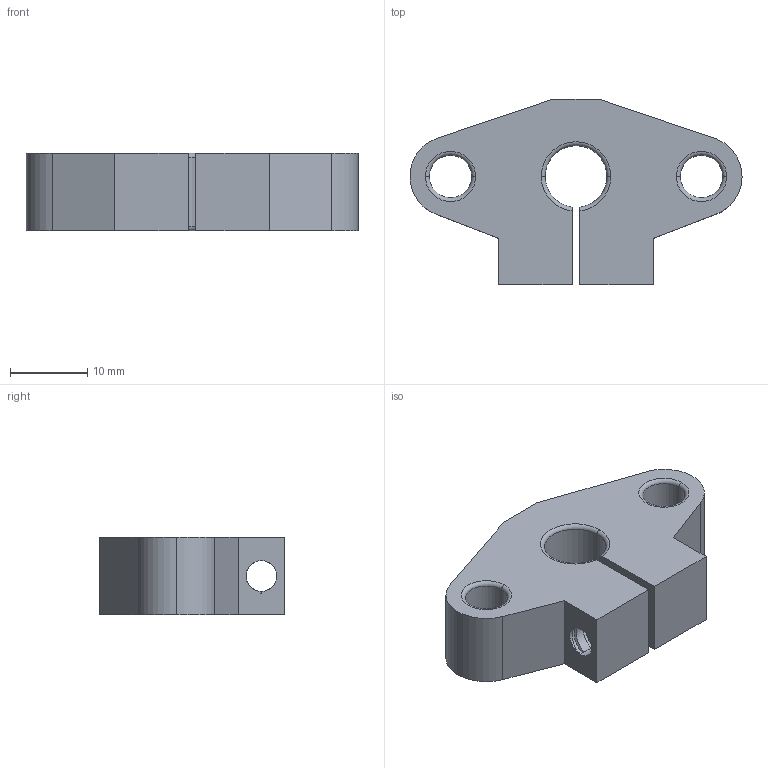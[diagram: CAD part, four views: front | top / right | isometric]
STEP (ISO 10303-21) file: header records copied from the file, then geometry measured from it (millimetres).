
FILE_DESCRIPTION (( 'STEP AP203' ), '1' );
FILE_NAME ('shf8mm_Default_sldprt.STEP', '2023-01-28T16:54:37', ( 'Windows User' ), ( '' ), 'SwSTEP 2.0', 'SolidWorks 2022', '' );
FILE_SCHEMA (( 'CONFIG_CONTROL_DESIGN' ));
Length unit declared in the file: millimetre
Products named in the file (1): shf8mm_Default_sldprt
Bounding box: 43 x 24 x 10 mm (x, y, z)
Volume: 5839.3 mm3; surface area: 3343.6 mm2
Topology: 1 solids, 1 shells, 66 faces, 178 edges, 114 vertices
Faces by surface type: cylinder 31, plane 15, torus 14, bspline 6
Entity records: 5027 total; most frequent: CARTESIAN_POINT 3411, ORIENTED_EDGE 356, DIRECTION 296, EDGE_CURVE 178, AXIS2_PLACEMENT_3D 115, VERTEX_POINT 114, EDGE_LOOP 74, VECTOR 66
